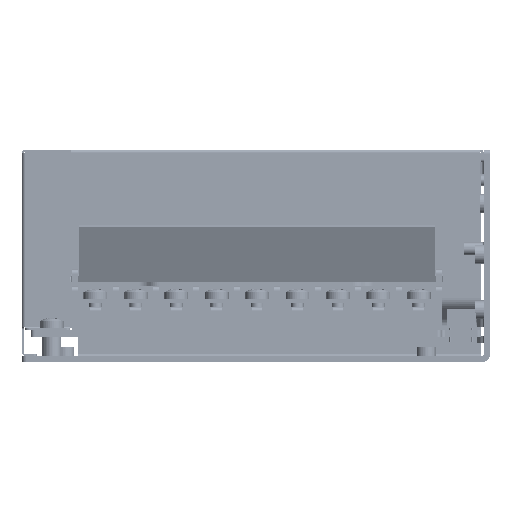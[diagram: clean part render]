
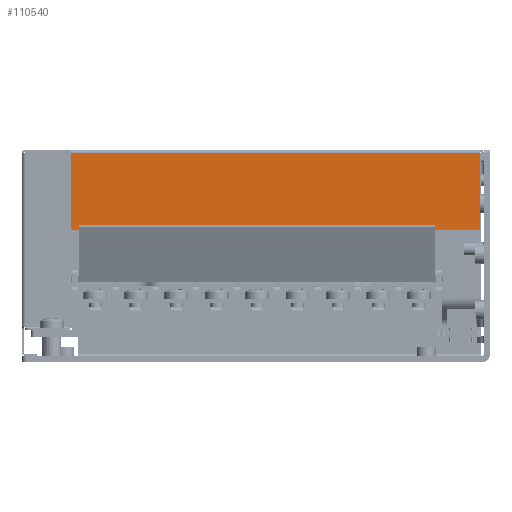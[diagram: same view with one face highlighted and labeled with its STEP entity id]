
A CAD part, front view. The second image highlights one B-rep face of the part: STEP entity #110540.
In plain terms, the highlighted planar face has unit normal (0, -1, 0).
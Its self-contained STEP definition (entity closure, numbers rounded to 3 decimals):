
#47221 = PLANE('',#47222);
#47222 = AXIS2_PLACEMENT_3D('',#47223,#47224,#47225);
#47223 = CARTESIAN_POINT('',(52.75,-87.592,40.617));
#47224 = DIRECTION('',(1.,0.,0.));
#47225 = DIRECTION('',(0.,-1.,0.));
#50302 = CYLINDRICAL_SURFACE('',#50303,0.75);
#50303 = AXIS2_PLACEMENT_3D('',#50304,#50305,#50306);
#50304 = CARTESIAN_POINT('',(-43.5,-87.1,49.25));
#50305 = DIRECTION('',(1.,0.,0.));
#50306 = DIRECTION('',(0.,0.,1.));
#84763 = EDGE_CURVE('',#84764,#84766,#84768,.T.);
#84764 = VERTEX_POINT('',#84765);
#84765 = CARTESIAN_POINT('',(52.75,-87.85,49.25));
#84766 = VERTEX_POINT('',#84767);
#84767 = CARTESIAN_POINT('',(52.75,-87.85,31.7));
#84768 = SURFACE_CURVE('',#84769,(#84773,#84780),.PCURVE_S1.);
#84769 = LINE('',#84770,#84771);
#84770 = CARTESIAN_POINT('',(52.75,-87.85,49.5));
#84771 = VECTOR('',#84772,1.);
#84772 = DIRECTION('',(0.,0.,-1.));
#84773 = PCURVE('',#47221,#84774);
#84774 = DEFINITIONAL_REPRESENTATION('',(#84775),#84779);
#84775 = LINE('',#84776,#84777);
#84776 = CARTESIAN_POINT('',(0.258,-8.883));
#84777 = VECTOR('',#84778,1.);
#84778 = DIRECTION('',(0.,1.));
#84779 = ( GEOMETRIC_REPRESENTATION_CONTEXT(2) 
PARAMETRIC_REPRESENTATION_CONTEXT() REPRESENTATION_CONTEXT('2D SPACE',''
  ) );
#84780 = PCURVE('',#84781,#84786);
#84781 = PLANE('',#84782);
#84782 = AXIS2_PLACEMENT_3D('',#84783,#84784,#84785);
#84783 = CARTESIAN_POINT('',(4.625,-87.85,40.5));
#84784 = DIRECTION('',(0.,-1.,0.));
#84785 = DIRECTION('',(0.,0.,1.));
#84786 = DEFINITIONAL_REPRESENTATION('',(#84787),#84791);
#84787 = LINE('',#84788,#84789);
#84788 = CARTESIAN_POINT('',(9.,-48.125));
#84789 = VECTOR('',#84790,1.);
#84790 = DIRECTION('',(-1.,0.));
#84791 = ( GEOMETRIC_REPRESENTATION_CONTEXT(2) 
PARAMETRIC_REPRESENTATION_CONTEXT() REPRESENTATION_CONTEXT('2D SPACE',''
  ) );
#84809 = CYLINDRICAL_SURFACE('',#84810,0.7);
#84810 = AXIS2_PLACEMENT_3D('',#84811,#84812,#84813);
#84811 = CARTESIAN_POINT('',(52.05,-87.35,31.7));
#84812 = DIRECTION('',(0.,-1.,0.));
#84813 = DIRECTION('',(1.,0.,0.));
#84895 = VERTEX_POINT('',#84896);
#84896 = CARTESIAN_POINT('',(-43.5,-87.85,49.25));
#84910 = PLANE('',#84911);
#84911 = AXIS2_PLACEMENT_3D('',#84912,#84913,#84914);
#84912 = CARTESIAN_POINT('',(-43.5,-87.592,40.617));
#84913 = DIRECTION('',(-1.,0.,0.));
#84914 = DIRECTION('',(0.,1.,0.));
#84926 = EDGE_CURVE('',#84895,#84764,#84927,.T.);
#84927 = SURFACE_CURVE('',#84928,(#84932,#84938),.PCURVE_S1.);
#84928 = LINE('',#84929,#84930);
#84929 = CARTESIAN_POINT('',(-43.5,-87.85,49.25));
#84930 = VECTOR('',#84931,1.);
#84931 = DIRECTION('',(1.,0.,0.));
#84932 = PCURVE('',#50302,#84933);
#84933 = DEFINITIONAL_REPRESENTATION('',(#84934),#84937);
#84934 = B_SPLINE_CURVE_WITH_KNOTS('',1,(#84935,#84936),.UNSPECIFIED.,
  .F.,.F.,(2,2),(0.,96.25),.PIECEWISE_BEZIER_KNOTS.);
#84935 = CARTESIAN_POINT('',(1.571,0.));
#84936 = CARTESIAN_POINT('',(1.571,96.25));
#84937 = ( GEOMETRIC_REPRESENTATION_CONTEXT(2) 
PARAMETRIC_REPRESENTATION_CONTEXT() REPRESENTATION_CONTEXT('2D SPACE',''
  ) );
#84938 = PCURVE('',#84781,#84939);
#84939 = DEFINITIONAL_REPRESENTATION('',(#84940),#84944);
#84940 = LINE('',#84941,#84942);
#84941 = CARTESIAN_POINT('',(8.75,48.125));
#84942 = VECTOR('',#84943,1.);
#84943 = DIRECTION('',(0.,-1.));
#84944 = ( GEOMETRIC_REPRESENTATION_CONTEXT(2) 
PARAMETRIC_REPRESENTATION_CONTEXT() REPRESENTATION_CONTEXT('2D SPACE',''
  ) );
#110540 = ADVANCED_FACE('',(#110541),#84781,.T.);
#110541 = FACE_BOUND('',#110542,.T.);
#110542 = EDGE_LOOP('',(#110543,#110566,#110594,#110622,#110647,#110648)
  );
#110543 = ORIENTED_EDGE('',*,*,#110544,.F.);
#110544 = EDGE_CURVE('',#110545,#84895,#110547,.T.);
#110545 = VERTEX_POINT('',#110546);
#110546 = CARTESIAN_POINT('',(-43.5,-87.85,31.7));
#110547 = SURFACE_CURVE('',#110548,(#110552,#110559),.PCURVE_S1.);
#110548 = LINE('',#110549,#110550);
#110549 = CARTESIAN_POINT('',(-43.5,-87.85,49.25));
#110550 = VECTOR('',#110551,1.);
#110551 = DIRECTION('',(0.,0.,1.));
#110552 = PCURVE('',#84781,#110553);
#110553 = DEFINITIONAL_REPRESENTATION('',(#110554),#110558);
#110554 = LINE('',#110555,#110556);
#110555 = CARTESIAN_POINT('',(8.75,48.125));
#110556 = VECTOR('',#110557,1.);
#110557 = DIRECTION('',(1.,0.));
#110558 = ( GEOMETRIC_REPRESENTATION_CONTEXT(2) 
PARAMETRIC_REPRESENTATION_CONTEXT() REPRESENTATION_CONTEXT('2D SPACE',''
  ) );
#110559 = PCURVE('',#84910,#110560);
#110560 = DEFINITIONAL_REPRESENTATION('',(#110561),#110565);
#110561 = LINE('',#110562,#110563);
#110562 = CARTESIAN_POINT('',(-0.258,-8.633));
#110563 = VECTOR('',#110564,1.);
#110564 = DIRECTION('',(0.,-1.));
#110565 = ( GEOMETRIC_REPRESENTATION_CONTEXT(2) 
PARAMETRIC_REPRESENTATION_CONTEXT() REPRESENTATION_CONTEXT('2D SPACE',''
  ) );
#110566 = ORIENTED_EDGE('',*,*,#110567,.T.);
#110567 = EDGE_CURVE('',#110545,#110568,#110570,.T.);
#110568 = VERTEX_POINT('',#110569);
#110569 = CARTESIAN_POINT('',(-42.8,-87.85,31.));
#110570 = SURFACE_CURVE('',#110571,(#110576,#110583),.PCURVE_S1.);
#110571 = CIRCLE('',#110572,0.7);
#110572 = AXIS2_PLACEMENT_3D('',#110573,#110574,#110575);
#110573 = CARTESIAN_POINT('',(-42.8,-87.85,31.7));
#110574 = DIRECTION('',(0.,-1.,0.));
#110575 = DIRECTION('',(0.,0.,1.));
#110576 = PCURVE('',#84781,#110577);
#110577 = DEFINITIONAL_REPRESENTATION('',(#110578),#110582);
#110578 = CIRCLE('',#110579,0.7);
#110579 = AXIS2_PLACEMENT_2D('',#110580,#110581);
#110580 = CARTESIAN_POINT('',(-8.8,47.425));
#110581 = DIRECTION('',(1.,0.));
#110582 = ( GEOMETRIC_REPRESENTATION_CONTEXT(2) 
PARAMETRIC_REPRESENTATION_CONTEXT() REPRESENTATION_CONTEXT('2D SPACE',''
  ) );
#110583 = PCURVE('',#110584,#110589);
#110584 = CYLINDRICAL_SURFACE('',#110585,0.7);
#110585 = AXIS2_PLACEMENT_3D('',#110586,#110587,#110588);
#110586 = CARTESIAN_POINT('',(-42.8,-87.85,31.7));
#110587 = DIRECTION('',(0.,1.,0.));
#110588 = DIRECTION('',(-1.,0.,0.));
#110589 = DEFINITIONAL_REPRESENTATION('',(#110590),#110593);
#110590 = B_SPLINE_CURVE_WITH_KNOTS('',1,(#110591,#110592),
  .UNSPECIFIED.,.F.,.F.,(2,2),(1.571,3.142),
  .PIECEWISE_BEZIER_KNOTS.);
#110591 = CARTESIAN_POINT('',(0.,0.));
#110592 = CARTESIAN_POINT('',(-1.571,0.));
#110593 = ( GEOMETRIC_REPRESENTATION_CONTEXT(2) 
PARAMETRIC_REPRESENTATION_CONTEXT() REPRESENTATION_CONTEXT('2D SPACE',''
  ) );
#110594 = ORIENTED_EDGE('',*,*,#110595,.F.);
#110595 = EDGE_CURVE('',#110596,#110568,#110598,.T.);
#110596 = VERTEX_POINT('',#110597);
#110597 = CARTESIAN_POINT('',(52.05,-87.85,31.));
#110598 = SURFACE_CURVE('',#110599,(#110603,#110610),.PCURVE_S1.);
#110599 = LINE('',#110600,#110601);
#110600 = CARTESIAN_POINT('',(52.75,-87.85,31.));
#110601 = VECTOR('',#110602,1.);
#110602 = DIRECTION('',(-1.,0.,0.));
#110603 = PCURVE('',#84781,#110604);
#110604 = DEFINITIONAL_REPRESENTATION('',(#110605),#110609);
#110605 = LINE('',#110606,#110607);
#110606 = CARTESIAN_POINT('',(-9.5,-48.125));
#110607 = VECTOR('',#110608,1.);
#110608 = DIRECTION('',(0.,1.));
#110609 = ( GEOMETRIC_REPRESENTATION_CONTEXT(2) 
PARAMETRIC_REPRESENTATION_CONTEXT() REPRESENTATION_CONTEXT('2D SPACE',''
  ) );
#110610 = PCURVE('',#110611,#110616);
#110611 = PLANE('',#110612);
#110612 = AXIS2_PLACEMENT_3D('',#110613,#110614,#110615);
#110613 = CARTESIAN_POINT('',(4.625,-87.6,31.));
#110614 = DIRECTION('',(0.,0.,1.));
#110615 = DIRECTION('',(0.,1.,0.));
#110616 = DEFINITIONAL_REPRESENTATION('',(#110617),#110621);
#110617 = LINE('',#110618,#110619);
#110618 = CARTESIAN_POINT('',(-0.25,-48.125));
#110619 = VECTOR('',#110620,1.);
#110620 = DIRECTION('',(0.,1.));
#110621 = ( GEOMETRIC_REPRESENTATION_CONTEXT(2) 
PARAMETRIC_REPRESENTATION_CONTEXT() REPRESENTATION_CONTEXT('2D SPACE',''
  ) );
#110622 = ORIENTED_EDGE('',*,*,#110623,.F.);
#110623 = EDGE_CURVE('',#84766,#110596,#110624,.T.);
#110624 = SURFACE_CURVE('',#110625,(#110630,#110641),.PCURVE_S1.);
#110625 = CIRCLE('',#110626,0.7);
#110626 = AXIS2_PLACEMENT_3D('',#110627,#110628,#110629);
#110627 = CARTESIAN_POINT('',(52.05,-87.85,31.7));
#110628 = DIRECTION('',(0.,1.,0.));
#110629 = DIRECTION('',(0.,0.,-1.));
#110630 = PCURVE('',#84781,#110631);
#110631 = DEFINITIONAL_REPRESENTATION('',(#110632),#110640);
#110632 = ( BOUNDED_CURVE() B_SPLINE_CURVE(2,(#110633,#110634,#110635,
    #110636,#110637,#110638,#110639),.UNSPECIFIED.,.T.,.F.) 
B_SPLINE_CURVE_WITH_KNOTS((1,2,2,2,2,1),(-2.094,0.,
    2.094,4.189,6.283,8.378),
.UNSPECIFIED.) CURVE() GEOMETRIC_REPRESENTATION_ITEM() 
RATIONAL_B_SPLINE_CURVE((1.,0.5,1.,0.5,1.,0.5,1.)) REPRESENTATION_ITEM(
  '') );
#110633 = CARTESIAN_POINT('',(-9.5,-47.425));
#110634 = CARTESIAN_POINT('',(-9.5,-46.213));
#110635 = CARTESIAN_POINT('',(-8.45,-46.819));
#110636 = CARTESIAN_POINT('',(-7.4,-47.425));
#110637 = CARTESIAN_POINT('',(-8.45,-48.031));
#110638 = CARTESIAN_POINT('',(-9.5,-48.637));
#110639 = CARTESIAN_POINT('',(-9.5,-47.425));
#110640 = ( GEOMETRIC_REPRESENTATION_CONTEXT(2) 
PARAMETRIC_REPRESENTATION_CONTEXT() REPRESENTATION_CONTEXT('2D SPACE',''
  ) );
#110641 = PCURVE('',#84809,#110642);
#110642 = DEFINITIONAL_REPRESENTATION('',(#110643),#110646);
#110643 = B_SPLINE_CURVE_WITH_KNOTS('',1,(#110644,#110645),
  .UNSPECIFIED.,.F.,.F.,(2,2),(4.712,6.283),
  .PIECEWISE_BEZIER_KNOTS.);
#110644 = CARTESIAN_POINT('',(0.,0.5));
#110645 = CARTESIAN_POINT('',(-1.571,0.5));
#110646 = ( GEOMETRIC_REPRESENTATION_CONTEXT(2) 
PARAMETRIC_REPRESENTATION_CONTEXT() REPRESENTATION_CONTEXT('2D SPACE',''
  ) );
#110647 = ORIENTED_EDGE('',*,*,#84763,.F.);
#110648 = ORIENTED_EDGE('',*,*,#84926,.F.);
